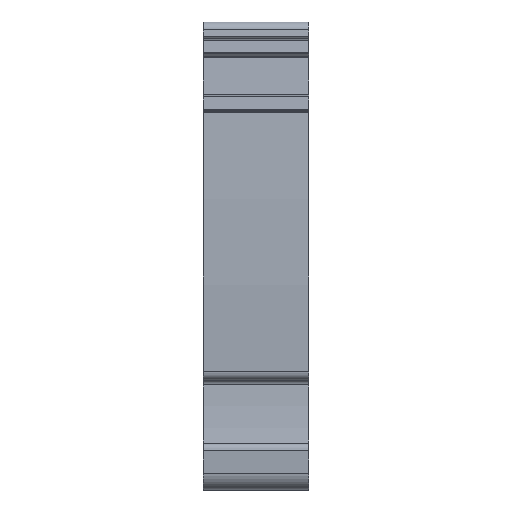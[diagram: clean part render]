
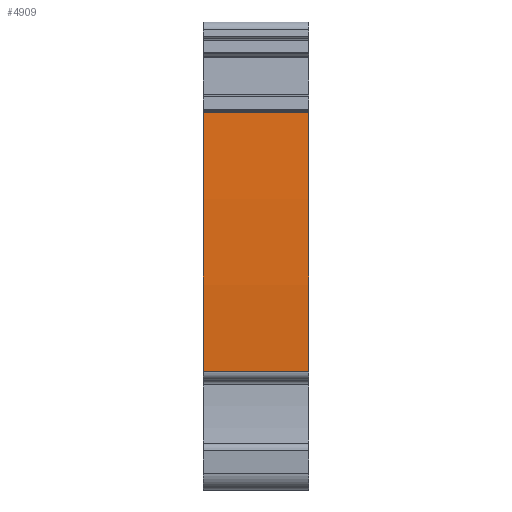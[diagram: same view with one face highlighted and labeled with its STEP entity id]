
A CAD part, front view. The second image highlights one B-rep face of the part: STEP entity #4909.
In plain terms, the highlighted cylindrical face has radius 240 mm (diameter 480 mm), a partial arc.
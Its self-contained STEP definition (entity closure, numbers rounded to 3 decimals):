
#2867=AXIS2_PLACEMENT_3D('Circle Axis2P3D',#2865,#2866,$) ;
#4039=AXIS2_PLACEMENT_3D('Cylinder Axis2P3D',#4036,#4037,#4038) ;
#4900=AXIS2_PLACEMENT_3D('Circle Axis2P3D',#4898,#4899,$) ;
#2862=CARTESIAN_POINT('Vertex',(0.,1.529,13.45)) ;
#2865=CARTESIAN_POINT('Axis2P3D Location',(0.,241.173,26.5)) ;
#2869=CARTESIAN_POINT('Vertex',(0.,1.735,42.906)) ;
#4036=CARTESIAN_POINT('Axis2P3D Location',(6.,241.173,26.5)) ;
#4875=CARTESIAN_POINT('Vertex',(12.,1.735,42.906)) ;
#4878=CARTESIAN_POINT('Line Origine',(6.,1.735,42.906)) ;
#4891=CARTESIAN_POINT('Line Origine',(6.,1.529,13.45)) ;
#4895=CARTESIAN_POINT('Vertex',(12.,1.529,13.45)) ;
#4898=CARTESIAN_POINT('Axis2P3D Location',(12.,241.173,26.5)) ;
#2866=DIRECTION('Axis2P3D Direction',(1.,0.,0.)) ;
#4037=DIRECTION('Axis2P3D Direction',(1.,0.,0.)) ;
#4038=DIRECTION('Axis2P3D XDirection',(0.,-0.994,0.107)) ;
#4879=DIRECTION('Vector Direction',(1.,0.,0.)) ;
#4892=DIRECTION('Vector Direction',(1.,0.,0.)) ;
#4899=DIRECTION('Axis2P3D Direction',(1.,0.,0.)) ;
#4880=VECTOR('Line Direction',#4879,1.) ;
#4893=VECTOR('Line Direction',#4892,1.) ;
#4904=ORIENTED_EDGE('',*,*,#2871,.T.) ;
#4905=ORIENTED_EDGE('',*,*,#4897,.T.) ;
#4906=ORIENTED_EDGE('',*,*,#4902,.F.) ;
#4907=ORIENTED_EDGE('',*,*,#4882,.T.) ;
#4909=ADVANCED_FACE('MLD',(#4908),#4040,.T.) ;
#2868=CIRCLE('generated circle',#2867,240.) ;
#4901=CIRCLE('generated circle',#4900,240.) ;
#4040=CYLINDRICAL_SURFACE('generated cylinder',#4039,240.) ;
#2871=EDGE_CURVE('',#2870,#2863,#2868,.T.) ;
#4882=EDGE_CURVE('',#4876,#2870,#4881,.F.) ;
#4897=EDGE_CURVE('',#2863,#4896,#4894,.T.) ;
#4902=EDGE_CURVE('',#4876,#4896,#4901,.T.) ;
#4903=EDGE_LOOP('',(#4904,#4905,#4906,#4907)) ;
#4908=FACE_OUTER_BOUND('',#4903,.T.) ;
#4881=LINE('Line',#4878,#4880) ;
#4894=LINE('Line',#4891,#4893) ;
#2863=VERTEX_POINT('',#2862) ;
#2870=VERTEX_POINT('',#2869) ;
#4876=VERTEX_POINT('',#4875) ;
#4896=VERTEX_POINT('',#4895) ;
